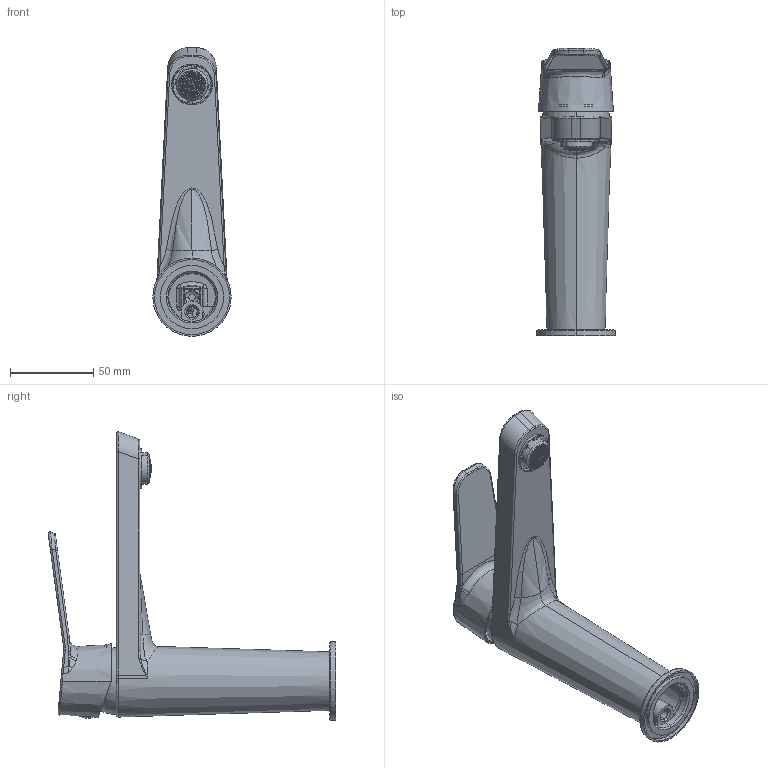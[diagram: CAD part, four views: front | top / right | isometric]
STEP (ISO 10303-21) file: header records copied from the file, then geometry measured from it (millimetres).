
FILE_DESCRIPTION (( 'STEP AP203' ), '1' );
FILE_NAME ('36AP07534.STEP', '2022-12-29T10:48:35', ( '' ), ( '' ), 'SwSTEP 2.0', 'SolidWorks 2021', '' );
FILE_SCHEMA (( 'CONFIG_CONTROL_DESIGN' ));
Length unit declared in the file: millimetre
Products named in the file (1): 36AP07534
Bounding box: 47 x 172.39 x 173.07 mm (x, y, z)
Volume: 96419.7 mm3; surface area: 80269.1 mm2
Topology: 6 solids, 6 shells, 1326 faces, 3343 edges, 2174 vertices
Faces by surface type: plane 1022, cylinder 136, bspline 108, cone 44, torus 10, sphere 6
Entity records: 46491 total; most frequent: CARTESIAN_POINT 14811, ORIENTED_EDGE 6670, DIRECTION 6378, EDGE_CURVE 3335, VERTEX_POINT 2174, AXIS2_PLACEMENT_3D 2151, VECTOR 2076, LINE 2076
